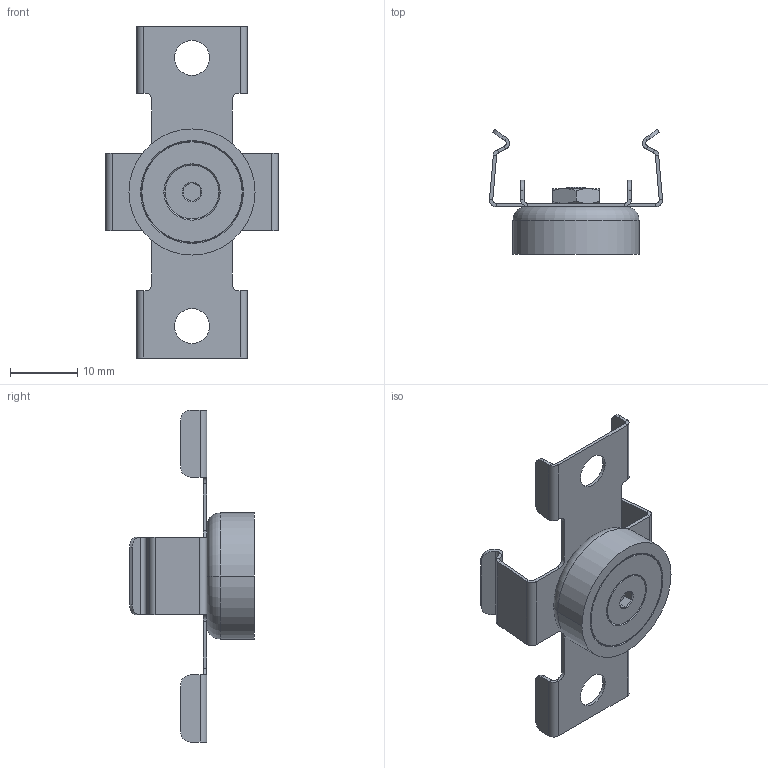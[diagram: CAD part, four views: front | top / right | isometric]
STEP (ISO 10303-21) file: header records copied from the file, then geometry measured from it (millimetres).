
FILE_DESCRIPTION((''),'2;1');
FILE_NAME('231089_SM01_ASM','2023-01-20T11:16:26',('PDMAdmin'),('BANNER ENGINEERING'),'CREO PARAMETRIC BY PTC INC, 2019292','CREO PARAMETRIC BY PTC INC, 2019292','');
FILE_SCHEMA(('CONFIG_CONTROL_DESIGN'));
Length unit declared in the file: millimetre
Products named in the file (2): 231089_EP01; 231089_SM01_ASM
Assembly tree (1 placements, depth 2):
  231089_SM01_ASM
    231089_EP01
Bounding box: 25.81 x 18.6 x 49.5 mm (x, y, z)
Volume: 2565.9 mm3; surface area: 3555.8 mm2
Topology: 1 solids, 1 shells, 215 faces, 506 edges, 299 vertices
Faces by surface type: plane 103, cylinder 73, cone 32, bspline 5, torus 2
Entity records: 14708 total; most frequent: CARTESIAN_POINT 9826, ORIENTED_EDGE 1012, DIRECTION 988, EDGE_CURVE 506, AXIS2_PLACEMENT_3D 364, VERTEX_POINT 299, VECTOR 260, LINE 260
